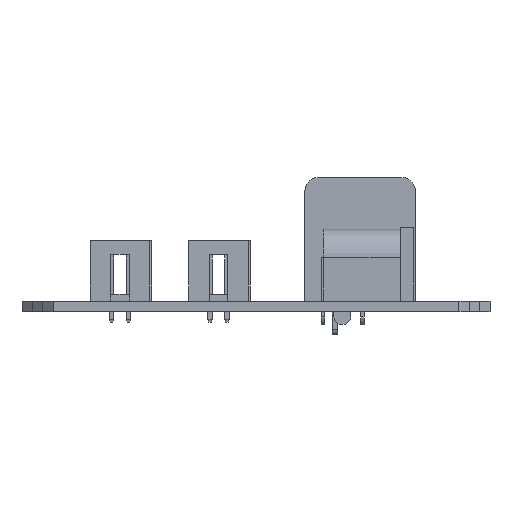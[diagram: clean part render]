
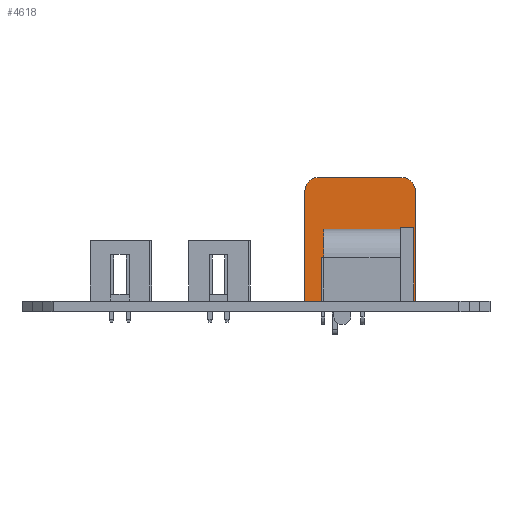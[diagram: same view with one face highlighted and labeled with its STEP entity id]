
A CAD part, left-side view. The second image highlights one B-rep face of the part: STEP entity #4618.
In plain terms, the highlighted planar face has unit normal (-1, 0, 0).
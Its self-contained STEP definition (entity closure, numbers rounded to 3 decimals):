
#4618 = ADVANCED_FACE('',(#4619),#4671,.F.);
#4619 = FACE_BOUND('',#4620,.T.);
#4620 = EDGE_LOOP('',(#4621,#4631,#4639,#4648,#4656,#4665));
#4621 = ORIENTED_EDGE('',*,*,#4622,.F.);
#4622 = EDGE_CURVE('',#4623,#4625,#4627,.T.);
#4623 = VERTEX_POINT('',#4624);
#4624 = CARTESIAN_POINT('',(24.654,11.186,
    0.));
#4625 = VERTEX_POINT('',#4626);
#4626 = CARTESIAN_POINT('',(24.654,27.686,
    0.));
#4627 = LINE('',#4628,#4629);
#4628 = CARTESIAN_POINT('',(24.654,25.686,
    0.));
#4629 = VECTOR('',#4630,1.);
#4630 = DIRECTION('',(0.,1.,0.));
#4631 = ORIENTED_EDGE('',*,*,#4632,.F.);
#4632 = EDGE_CURVE('',#4633,#4623,#4635,.T.);
#4633 = VERTEX_POINT('',#4634);
#4634 = CARTESIAN_POINT('',(24.654,11.186,
    16.5));
#4635 = LINE('',#4636,#4637);
#4636 = CARTESIAN_POINT('',(24.654,11.186,
    16.5));
#4637 = VECTOR('',#4638,1.);
#4638 = DIRECTION('',(0.,0.,-1.));
#4639 = ORIENTED_EDGE('',*,*,#4640,.F.);
#4640 = EDGE_CURVE('',#4641,#4633,#4643,.T.);
#4641 = VERTEX_POINT('',#4642);
#4642 = CARTESIAN_POINT('',(24.654,13.186,
    18.5));
#4643 = CIRCLE('',#4644,2.);
#4644 = AXIS2_PLACEMENT_3D('',#4645,#4646,#4647);
#4645 = CARTESIAN_POINT('',(24.654,13.186,
    16.5));
#4646 = DIRECTION('',(1.,0.,0.));
#4647 = DIRECTION('',(0.,1.,0.));
#4648 = ORIENTED_EDGE('',*,*,#4649,.F.);
#4649 = EDGE_CURVE('',#4650,#4641,#4652,.T.);
#4650 = VERTEX_POINT('',#4651);
#4651 = CARTESIAN_POINT('',(24.654,25.686,
    18.5));
#4652 = LINE('',#4653,#4654);
#4653 = CARTESIAN_POINT('',(24.654,25.686,
    18.5));
#4654 = VECTOR('',#4655,1.);
#4655 = DIRECTION('',(0.,-1.,0.));
#4656 = ORIENTED_EDGE('',*,*,#4657,.F.);
#4657 = EDGE_CURVE('',#4658,#4650,#4660,.T.);
#4658 = VERTEX_POINT('',#4659);
#4659 = CARTESIAN_POINT('',(24.654,27.686,
    16.5));
#4660 = CIRCLE('',#4661,2.);
#4661 = AXIS2_PLACEMENT_3D('',#4662,#4663,#4664);
#4662 = CARTESIAN_POINT('',(24.654,25.686,
    16.5));
#4663 = DIRECTION('',(1.,0.,0.));
#4664 = DIRECTION('',(0.,1.,0.));
#4665 = ORIENTED_EDGE('',*,*,#4666,.F.);
#4666 = EDGE_CURVE('',#4625,#4658,#4667,.T.);
#4667 = LINE('',#4668,#4669);
#4668 = CARTESIAN_POINT('',(24.654,27.686,
    16.5));
#4669 = VECTOR('',#4670,1.);
#4670 = DIRECTION('',(0.,0.,1.));
#4671 = PLANE('',#4672);
#4672 = AXIS2_PLACEMENT_3D('',#4673,#4674,#4675);
#4673 = CARTESIAN_POINT('',(24.654,25.686,
    16.5));
#4674 = DIRECTION('',(1.,0.,0.));
#4675 = DIRECTION('',(0.,1.,0.));
